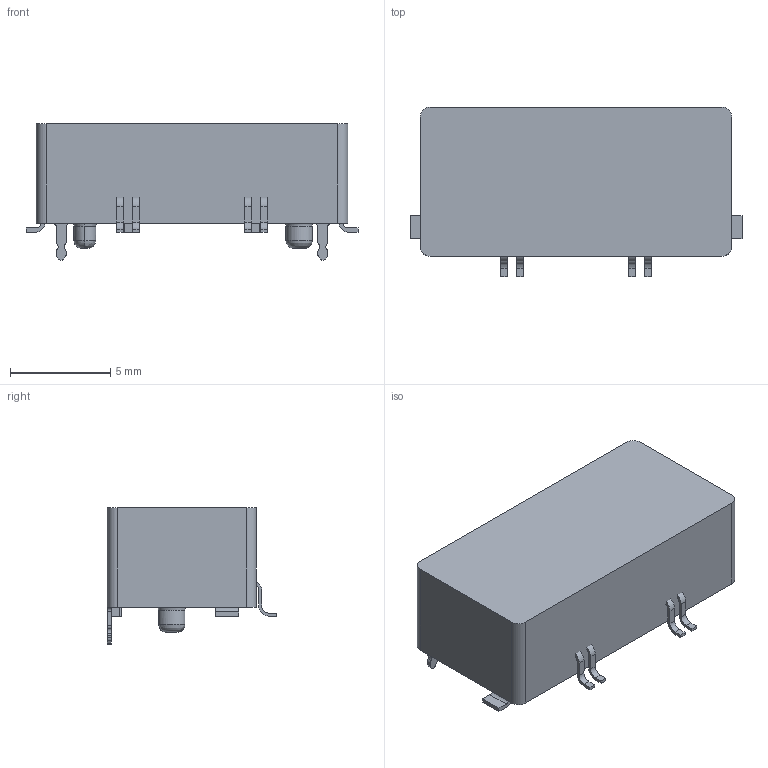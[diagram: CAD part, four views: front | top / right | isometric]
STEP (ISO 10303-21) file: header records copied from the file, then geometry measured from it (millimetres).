
FILE_DESCRIPTION(/* description */ (''),/* implementation_level */ '2;1');
FILE_NAME(/* name */ 'SAMTEC_FCS8-10-01-L-S-A-TR.stp',/* time_stamp */ '2015-07-15T15:07:39+02:00',/* author */ ('bcivel'),/* organization */ (''),/* preprocessor_version */ 'ST-DEVELOPER v15.5',/* originating_system */ 'AutoCAD Mechanical',/* authorisation */ '');
FILE_SCHEMA (('AUTOMOTIVE_DESIGN { 1 0 10303 214 3 1 1 }'));
Length unit declared in the file: millimetre
Products named in the file (1): Product
Bounding box: 16.59 x 8.48 x 6.8 mm (x, y, z)
Volume: 357.9 mm3; surface area: 1319.1 mm2
Topology: 8 solids, 8 shells, 528 faces, 1532 edges, 1010 vertices
Faces by surface type: plane 417, cylinder 79, bspline 31, torus 1
Full cylindrical faces by diameter (mm): 1.32 x1
Entity records: 18024 total; most frequent: CARTESIAN_POINT 4103, ORIENTED_EDGE 3060, DIRECTION 2623, EDGE_CURVE 1530, LINE 1291, VECTOR 1291, VERTEX_POINT 1010, AXIS2_PLACEMENT_3D 666
